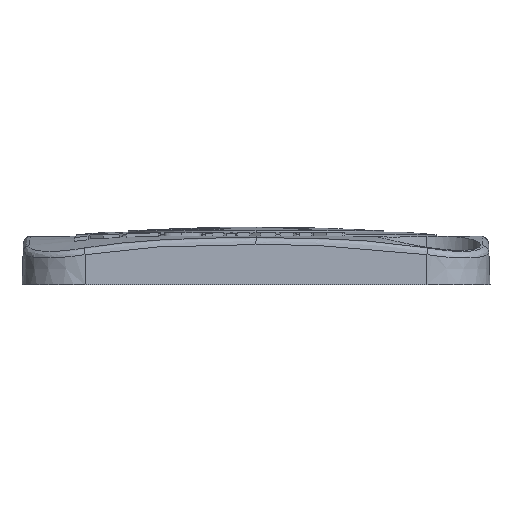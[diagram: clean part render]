
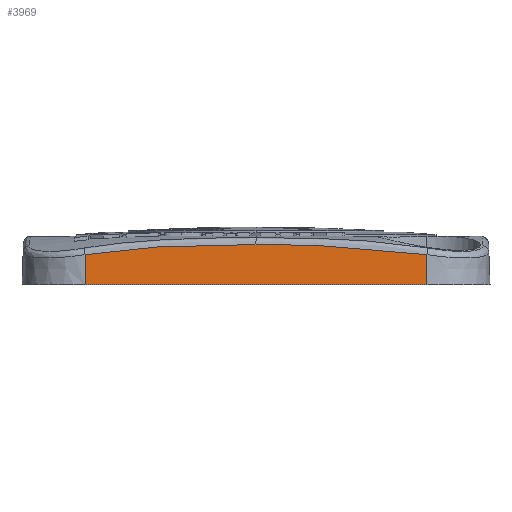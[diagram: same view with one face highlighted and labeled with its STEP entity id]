
A CAD part, front view. The second image highlights one B-rep face of the part: STEP entity #3969.
In plain terms, the highlighted planar face has unit normal (0, -0.999, 0.035).
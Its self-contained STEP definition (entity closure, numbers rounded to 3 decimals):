
#246=DIRECTION('',(1.,0.,0.));
#247=VECTOR('',#246,19.);
#248=CARTESIAN_POINT('',(-9.5,-15.5,0.));
#249=LINE('',#248,#247);
#366=CARTESIAN_POINT('',(9.5,-15.442,1.674));
#368=DIRECTION('',(0.,0.035,0.999));
#369=VECTOR('',#368,1.675);
#370=CARTESIAN_POINT('',(9.5,-15.5,0.));
#371=LINE('',#370,#369);
#372=CARTESIAN_POINT('',(9.5,-15.442,1.674));
#373=CARTESIAN_POINT('',(9.147,-15.44,1.732));
#374=CARTESIAN_POINT('',(8.424,-15.436,1.838));
#375=CARTESIAN_POINT('',(7.245,-15.431,1.971));
#376=CARTESIAN_POINT('',(6.105,-15.428,2.065));
#377=CARTESIAN_POINT('',(5.058,-15.426,2.128));
#378=CARTESIAN_POINT('',(4.163,-15.424,2.167));
#379=CARTESIAN_POINT('',(3.364,-15.423,2.193));
#380=CARTESIAN_POINT('',(2.654,-15.423,2.21));
#381=CARTESIAN_POINT('',(2.019,-15.422,2.222));
#382=CARTESIAN_POINT('',(1.448,-15.422,2.229));
#383=CARTESIAN_POINT('',(0.929,-15.422,2.233));
#384=CARTESIAN_POINT('',(0.451,-15.422,2.235));
#385=CARTESIAN_POINT('',(0.147,-15.422,2.236));
#386=CARTESIAN_POINT('',(0.,-15.422,
2.236));
#388=DIRECTION('',(0.,0.035,0.999));
#389=VECTOR('',#388,1.675);
#390=CARTESIAN_POINT('',(-9.5,-15.5,0.));
#391=LINE('',#390,#389);
#392=CARTESIAN_POINT('',(0.,-15.422,
2.236));
#393=CARTESIAN_POINT('',(-0.229,-15.422,
2.236));
#394=CARTESIAN_POINT('',(-0.718,-15.422,
2.235));
#395=CARTESIAN_POINT('',(-1.569,-15.422,2.228));
#396=CARTESIAN_POINT('',(-2.468,-15.423,2.215));
#397=CARTESIAN_POINT('',(-3.374,-15.423,2.193));
#398=CARTESIAN_POINT('',(-4.23,-15.424,2.165));
#399=CARTESIAN_POINT('',(-5.052,-15.426,2.127));
#400=CARTESIAN_POINT('',(-5.865,-15.427,2.08));
#401=CARTESIAN_POINT('',(-6.682,-15.43,2.019));
#402=CARTESIAN_POINT('',(-7.506,-15.432,1.942));
#403=CARTESIAN_POINT('',(-8.286,-15.435,1.852));
#404=CARTESIAN_POINT('',(-8.982,-15.439,1.757));
#405=CARTESIAN_POINT('',(-9.342,-15.441,1.7));
#406=CARTESIAN_POINT('',(-9.5,-15.442,1.674));
#3277=CARTESIAN_POINT('',(-9.5,-15.5,0.));
#3278=VERTEX_POINT('',#3277);
#3279=CARTESIAN_POINT('',(9.5,-15.5,0.));
#3280=VERTEX_POINT('',#3279);
#3660=VERTEX_POINT('',#366);
#3663=VERTEX_POINT('',#386);
#3665=VERTEX_POINT('',#406);
#3954=CARTESIAN_POINT('',(-11.034,-15.5,0.));
#3955=DIRECTION('',(0.,-0.999,0.035));
#3956=DIRECTION('',(-1.,0.,0.));
#3957=AXIS2_PLACEMENT_3D('',#3954,#3955,#3956);
#3958=PLANE('',#3957);
#3960=ORIENTED_EDGE('',*,*,#3959,.F.);
#3961=ORIENTED_EDGE('',*,*,#3949,.F.);
#3962=ORIENTED_EDGE('',*,*,#3695,.F.);
#3964=ORIENTED_EDGE('',*,*,#3963,.T.);
#3966=ORIENTED_EDGE('',*,*,#3965,.F.);
#3967=EDGE_LOOP('',(#3960,#3961,#3962,#3964,#3966));
#3968=FACE_OUTER_BOUND('',#3967,.F.);
#387=B_SPLINE_CURVE_WITH_KNOTS('',3,(#372,#373,#374,#375,#376,#377,#378,#379,
#380,#381,#382,#383,#384,#385,#386),.UNSPECIFIED.,.F.,.F.,(4,1,1,1,1,1,1,1,1,1,
1,1,4),(0.,0.083,0.167,0.25,0.333,
0.417,0.5,0.583,0.667,0.75,
0.833,0.917,1.),.UNSPECIFIED.);
#407=B_SPLINE_CURVE_WITH_KNOTS('',3,(#392,#393,#394,#395,#396,#397,#398,#399,
#400,#401,#402,#403,#404,#405,#406),.UNSPECIFIED.,.F.,.F.,(4,1,1,1,1,1,1,1,1,1,
1,1,4),(0.,0.083,0.167,0.25,0.333,
0.417,0.5,0.583,0.667,0.75,
0.833,0.917,1.),.UNSPECIFIED.);
#3695=EDGE_CURVE('',#3278,#3280,#249,.T.);
#3949=EDGE_CURVE('',#3280,#3660,#371,.T.);
#3959=EDGE_CURVE('',#3660,#3663,#387,.T.);
#3963=EDGE_CURVE('',#3278,#3665,#391,.T.);
#3965=EDGE_CURVE('',#3663,#3665,#407,.T.);
#3969=ADVANCED_FACE('',(#3968),#3958,.T.);
